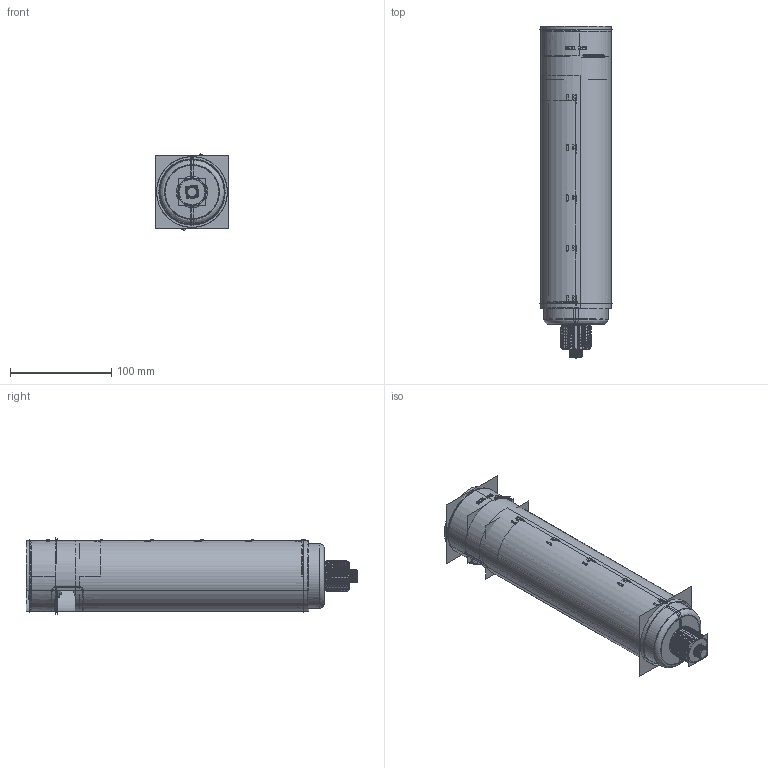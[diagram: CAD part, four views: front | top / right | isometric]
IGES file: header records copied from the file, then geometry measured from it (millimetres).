
Start section:  PTC IGES file: 181454_sm01.igs
Global section: file name: 181454_sm01.igs; native system: Creo Parametric by PTC Inc.; preprocessor: 2019292; author: PDMAdmin; organization: Unknown; date: 20220706.083148; units: millimetre
Bounding box: 72.85 x 328.17 x 75.62 mm (x, y, z)
Volume: 1068880 mm3; surface area: 400766.4 mm2
Topology: 1 solids, 1 shells, 1246 faces, 6443 edges, 8113 vertices
Faces by surface type: bspline 612, revolution 608, extrusion 26
